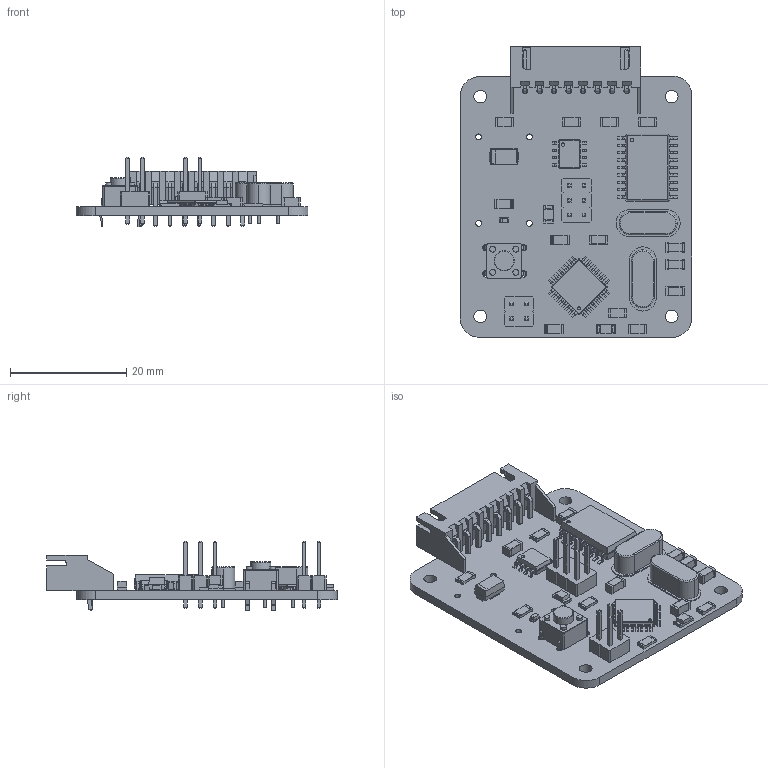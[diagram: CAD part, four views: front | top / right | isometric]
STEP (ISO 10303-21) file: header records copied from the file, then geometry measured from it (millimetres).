
FILE_DESCRIPTION(('FreeCAD Model'),'2;1');
FILE_NAME('Open CASCADE Shape Model','2023-01-17T23:38:25',(''),(''), 'Open CASCADE STEP processor 7.6','FreeCAD','Unknown');
FILE_SCHEMA(('AUTOMOTIVE_DESIGN { 1 0 10303 214 1 1 1 1 }'));
Length unit declared in the file: millimetre
Products named in the file (18): CanBus-Radio-VAG; Board_Geoms_fef1; Pcb_fef1; Step_Models_fef1; Top_fef1; C1_C_1206_3216Metric_000063c35973; C8_CP_EIA_1608_10_AVX_L_000063c359ec; D1_D_SMA_000063c35a0b; D2_LED_1206_3216Metric_000063c35a1e; J1_PinHeader_2x02_P254mm_Vertical_000063c35a7c; J2_PinHeader_2x03_P254mm_Vertical_000063c35a98; J3_JST_S8B_XH_A_1_000063c35ae0; R1_R_1206_3216Metric_000063c35b0d; SW1_SW_PUSH_6mm_h5mm_000063c35b81; U1_SOIC_18W_75x116mm_P127mm_000063c35baa; U2_SOIC_8_39x49mm_P127mm_000063c35bc4; Y1_Crystal_HC49-4H_Vertical_000063c35bdb; U3_TQFP_32_7x7mm_P08mm_000063c36874
Assembly tree (30 placements, depth 4):
  CanBus-Radio-VAG
    Board_Geoms_fef1
      Pcb_fef1
    Step_Models_fef1
      Top_fef1
        C1_C_1206_3216Metric_000063c35973  x7
        C8_CP_EIA_1608_10_AVX_L_000063c359ec
        D1_D_SMA_000063c35a0b
        D2_LED_1206_3216Metric_000063c35a1e  x2
        J1_PinHeader_2x02_P254mm_Vertical_000063c35a7c
        J2_PinHeader_2x03_P254mm_Vertical_000063c35a98
        J3_JST_S8B_XH_A_1_000063c35ae0
        R1_R_1206_3216Metric_000063c35b0d  x6
        SW1_SW_PUSH_6mm_h5mm_000063c35b81
        U1_SOIC_18W_75x116mm_P127mm_000063c35baa
        U2_SOIC_8_39x49mm_P127mm_000063c35bc4
        Y1_Crystal_HC49-4H_Vertical_000063c35bdb  x2
        U3_TQFP_32_7x7mm_P08mm_000063c36874
Bounding box: 39.94 x 50.08 x 12.04 mm (x, y, z)
Volume: 4304.9 mm3; surface area: 7229.5 mm2
Topology: 27 solids, 27 shells, 2215 faces, 5751 edges, 3661 vertices
Faces by surface type: plane 1536, cylinder 514, bspline 156, torus 9
Full cylindrical faces by diameter (mm): 0.5 x5, 0.6 x2, 0.8 x4, 0.95 x8, 1 x18, 1.1 x4, 2.2 x4, 3.5 x1
Entity records: 71440 total; most frequent: CARTESIAN_POINT 13445, ORIENTED_EDGE 9572, DIRECTION 8822, EDGE_CURVE 4786, LINE 3846, VECTOR 3846, VERTEX_POINT 3027, AXIS2_PLACEMENT_3D 2488
